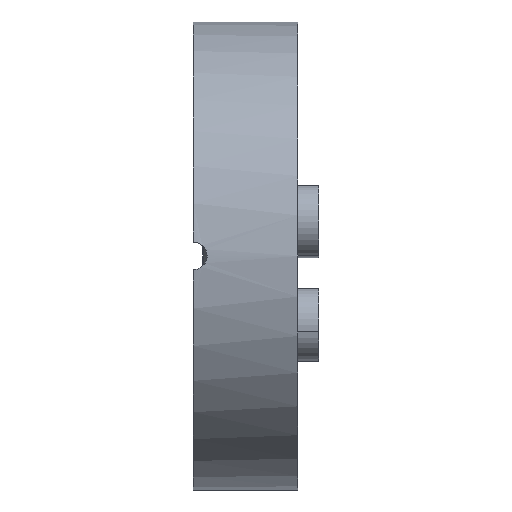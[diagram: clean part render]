
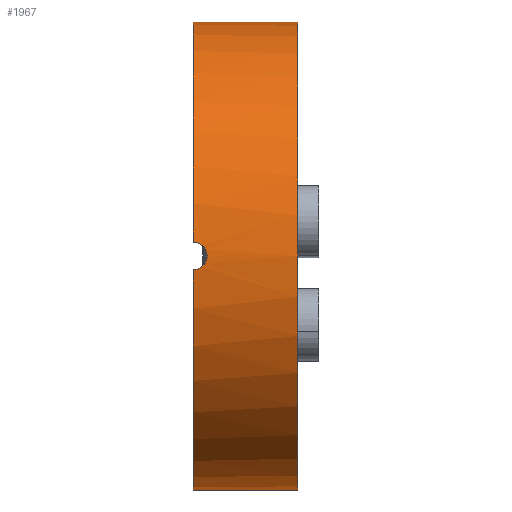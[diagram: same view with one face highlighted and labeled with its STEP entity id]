
A CAD part, left-side view. The second image highlights one B-rep face of the part: STEP entity #1967.
In plain terms, the highlighted cylindrical face has radius 17 mm (diameter 34 mm), a partial arc.
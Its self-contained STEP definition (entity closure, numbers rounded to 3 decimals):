
#14 = CARTESIAN_POINT ( 'NONE',  ( -16.998, -0.974, -0.261 ) ) ;
#48 = CARTESIAN_POINT ( 'NONE',  ( -16.971, 0., 1. ) ) ;
#65 = EDGE_CURVE ( 'NONE', #2182, #1804, #1149, .T. ) ;
#90 = VECTOR ( 'NONE', #1847, 1000. ) ;
#119 = CARTESIAN_POINT ( 'NONE',  ( 0., -7.6, -17. ) ) ;
#139 = DIRECTION ( 'NONE',  ( 0., 1., 0. ) ) ;
#140 = DIRECTION ( 'NONE',  ( 0., 1., 0. ) ) ;
#143 = AXIS2_PLACEMENT_3D ( 'NONE', #2237, #140, #176 ) ;
#164 = EDGE_CURVE ( 'NONE', #1924, #1230, #2208, .T. ) ;
#176 = DIRECTION ( 'NONE',  ( 0., 0., 1. ) ) ;
#182 = CARTESIAN_POINT ( 'NONE',  ( -16.971, 0., 1. ) ) ;
#244 = ORIENTED_EDGE ( 'NONE', *, *, #164, .T. ) ;
#265 = B_SPLINE_CURVE_WITH_KNOTS ( 'NONE', 3,
 ( #182, #1073, #904, #1585, #1424, #1598, #1262, #2115, #712, #1246, #14, #724, #349, #1927, #1057, #1760 ),
 .UNSPECIFIED., .F., .F.,
 ( 4, 2, 2, 2, 2, 2, 2, 4 ),
 ( 0., 0., 0.001, 0.001, 0.002, 0.002, 0.002, 0.003 ),
 .UNSPECIFIED. ) ;
#279 = DIRECTION ( 'NONE',  ( 0., 1., 0. ) ) ;
#349 = CARTESIAN_POINT ( 'NONE',  ( -16.989, -0.801, -0.613 ) ) ;
#385 = VECTOR ( 'NONE', #279, 1000. ) ;
#486 = DIRECTION ( 'NONE',  ( 0., 0., 1. ) ) ;
#644 = CARTESIAN_POINT ( 'NONE',  ( 0., -7.6, 17. ) ) ;
#712 = CARTESIAN_POINT ( 'NONE',  ( -17., -1., 0.131 ) ) ;
#724 = CARTESIAN_POINT ( 'NONE',  ( -16.993, -0.874, -0.503 ) ) ;
#835 = EDGE_LOOP ( 'NONE', ( #1775, #1583, #244, #1381, #1896, #1211 ) ) ;
#859 = DIRECTION ( 'NONE',  ( 0., 0., 1. ) ) ;
#902 = CIRCLE ( 'NONE', #143, 17. ) ;
#904 = CARTESIAN_POINT ( 'NONE',  ( -16.972, -0.262, 0.974 ) ) ;
#923 = AXIS2_PLACEMENT_3D ( 'NONE', #1941, #1121, #1438 ) ;
#963 = AXIS2_PLACEMENT_3D ( 'NONE', #1390, #1357, #486 ) ;
#1057 = CARTESIAN_POINT ( 'NONE',  ( -16.971, -0.264, -1. ) ) ;
#1073 = CARTESIAN_POINT ( 'NONE',  ( -16.971, -0.132, 1. ) ) ;
#1121 = DIRECTION ( 'NONE',  ( 0., 1., 0. ) ) ;
#1149 = LINE ( 'NONE', #1681, #90 ) ;
#1157 = CARTESIAN_POINT ( 'NONE',  ( -16.971, 0., -1. ) ) ;
#1211 = ORIENTED_EDGE ( 'NONE', *, *, #1223, .F. ) ;
#1223 = EDGE_CURVE ( 'NONE', #1804, #1773, #902, .T. ) ;
#1230 = VERTEX_POINT ( 'NONE', #1778 ) ;
#1246 = CARTESIAN_POINT ( 'NONE',  ( -17., -1., -0.13 ) ) ;
#1262 = CARTESIAN_POINT ( 'NONE',  ( -16.993, -0.874, 0.503 ) ) ;
#1341 = VERTEX_POINT ( 'NONE', #48 ) ;
#1357 = DIRECTION ( 'NONE',  ( 0., 1., 0. ) ) ;
#1361 = CARTESIAN_POINT ( 'NONE',  ( 0., -7.6, 17. ) ) ;
#1370 = FACE_OUTER_BOUND ( 'NONE', #835, .T. ) ;
#1381 = ORIENTED_EDGE ( 'NONE', *, *, #1883, .F. ) ;
#1390 = CARTESIAN_POINT ( 'NONE',  ( 0., 0., 0. ) ) ;
#1424 = CARTESIAN_POINT ( 'NONE',  ( -16.981, -0.615, 0.799 ) ) ;
#1438 = DIRECTION ( 'NONE',  ( 0., 0., 1. ) ) ;
#1529 = EDGE_CURVE ( 'NONE', #1341, #1773, #265, .T. ) ;
#1583 = ORIENTED_EDGE ( 'NONE', *, *, #1609, .T. ) ;
#1585 = CARTESIAN_POINT ( 'NONE',  ( -16.978, -0.504, 0.874 ) ) ;
#1598 = CARTESIAN_POINT ( 'NONE',  ( -16.989, -0.799, 0.615 ) ) ;
#1609 = EDGE_CURVE ( 'NONE', #2182, #1924, #1613, .T. ) ;
#1613 = CIRCLE ( 'NONE', #923, 17. ) ;
#1678 = CARTESIAN_POINT ( 'NONE',  ( 0., 0., -17. ) ) ;
#1681 = CARTESIAN_POINT ( 'NONE',  ( 0., -7.6, -17. ) ) ;
#1733 = CARTESIAN_POINT ( 'NONE',  ( 0., -7.6, 0. ) ) ;
#1760 = CARTESIAN_POINT ( 'NONE',  ( -16.971, 0., -1. ) ) ;
#1773 = VERTEX_POINT ( 'NONE', #1157 ) ;
#1775 = ORIENTED_EDGE ( 'NONE', *, *, #65, .F. ) ;
#1778 = CARTESIAN_POINT ( 'NONE',  ( 0., 0., 17. ) ) ;
#1804 = VERTEX_POINT ( 'NONE', #1678 ) ;
#1847 = DIRECTION ( 'NONE',  ( 0., 1., 0. ) ) ;
#1883 = EDGE_CURVE ( 'NONE', #1341, #1230, #1935, .T. ) ;
#1896 = ORIENTED_EDGE ( 'NONE', *, *, #1529, .T. ) ;
#1924 = VERTEX_POINT ( 'NONE', #1361 ) ;
#1927 = CARTESIAN_POINT ( 'NONE',  ( -16.978, -0.521, -0.893 ) ) ;
#1935 = CIRCLE ( 'NONE', #963, 17. ) ;
#1941 = CARTESIAN_POINT ( 'NONE',  ( 0., -7.6, 0. ) ) ;
#1967 = ADVANCED_FACE ( 'NONE', ( #1370 ), #2065, .T. ) ;
#1988 = AXIS2_PLACEMENT_3D ( 'NONE', #1733, #139, #859 ) ;
#2065 = CYLINDRICAL_SURFACE ( 'NONE', #1988, 17. ) ;
#2115 = CARTESIAN_POINT ( 'NONE',  ( -16.998, -0.974, 0.263 ) ) ;
#2182 = VERTEX_POINT ( 'NONE', #119 ) ;
#2208 = LINE ( 'NONE', #644, #385 ) ;
#2237 = CARTESIAN_POINT ( 'NONE',  ( 0., 0., 0. ) ) ;
